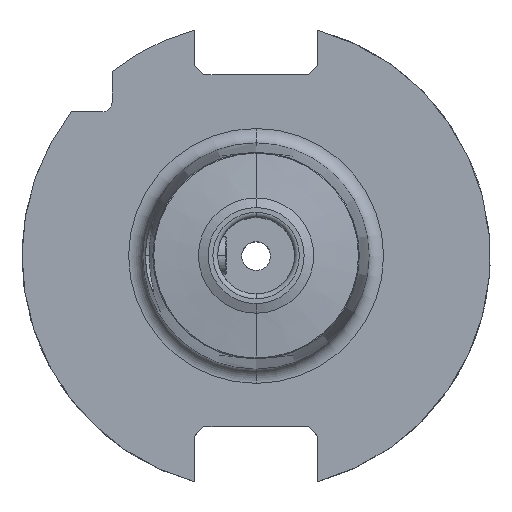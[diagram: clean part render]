
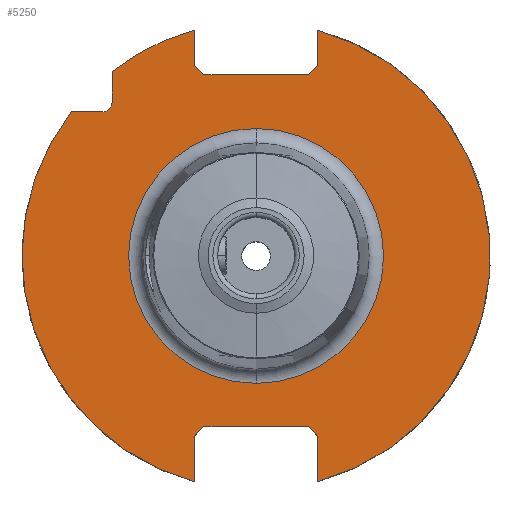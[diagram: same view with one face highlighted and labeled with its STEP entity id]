
A CAD part, top view. The second image highlights one B-rep face of the part: STEP entity #5250.
In plain terms, the highlighted planar face has unit normal (0, 0, 1).
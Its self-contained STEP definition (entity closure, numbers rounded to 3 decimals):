
#333=CARTESIAN_POINT('',(0.,0.,19.1));
#334=DIRECTION('',(0.,0.,-1.));
#335=DIRECTION('',(0.,-1.,0.));
#336=AXIS2_PLACEMENT_3D('',#333,#334,#335);
#349=CARTESIAN_POINT('',(0.,0.,19.1));
#350=DIRECTION('',(0.,0.,1.));
#351=DIRECTION('',(0.,-1.,0.));
#352=AXIS2_PLACEMENT_3D('',#349,#350,#351);
#365=DIRECTION('',(0.707,0.707,0.));
#366=VECTOR('',#365,2.828);
#367=CARTESIAN_POINT('',(10.85,37.7,19.1));
#368=LINE('',#367,#366);
#372=DIRECTION('',(0.,-1.,0.));
#373=VECTOR('',#372,7.326);
#374=CARTESIAN_POINT('',(12.85,47.026,19.1));
#375=LINE('',#374,#373);
#379=DIRECTION('',(0.,1.,0.));
#380=VECTOR('',#379,9.526);
#381=CARTESIAN_POINT('',(12.85,-47.026,19.1));
#382=LINE('',#381,#380);
#386=DIRECTION('',(0.,-1.,0.));
#387=VECTOR('',#386,9.526);
#388=CARTESIAN_POINT('',(-12.85,-37.5,19.1));
#389=LINE('',#388,#387);
#393=DIRECTION('',(1.,0.,0.));
#394=VECTOR('',#393,6.426);
#395=CARTESIAN_POINT('',(-38.426,30.,19.1));
#396=LINE('',#395,#394);
#400=DIRECTION('',(0.,1.,0.));
#401=VECTOR('',#400,6.426);
#402=CARTESIAN_POINT('',(-30.,32.,19.1));
#403=LINE('',#402,#401);
#407=DIRECTION('',(0.,-1.,0.));
#408=VECTOR('',#407,7.326);
#409=CARTESIAN_POINT('',(-12.85,47.026,19.1));
#410=LINE('',#409,#408);
#414=DIRECTION('',(0.707,-0.707,0.));
#415=VECTOR('',#414,2.828);
#416=CARTESIAN_POINT('',(-12.85,39.7,19.1));
#417=LINE('',#416,#415);
#428=DIRECTION('',(1.,0.,0.));
#429=VECTOR('',#428,21.7);
#430=CARTESIAN_POINT('',(-10.85,37.7,19.1));
#431=LINE('',#430,#429);
#498=CARTESIAN_POINT('',(0.,0.,19.1));
#499=DIRECTION('',(0.,0.,1.));
#500=DIRECTION('',(-0.264,0.965,0.));
#501=AXIS2_PLACEMENT_3D('',#498,#499,#500);
#588=CARTESIAN_POINT('',(0.,0.,19.1));
#589=DIRECTION('',(0.,0.,1.));
#590=DIRECTION('',(0.264,-0.965,0.));
#591=AXIS2_PLACEMENT_3D('',#588,#589,#590);
#662=CARTESIAN_POINT('',(0.,0.,19.1));
#663=DIRECTION('',(0.,0.,1.));
#664=DIRECTION('',(-0.788,0.615,0.));
#665=AXIS2_PLACEMENT_3D('',#662,#663,#664);
#1630=CARTESIAN_POINT('',(-32.,32.,19.1));
#1631=DIRECTION('',(0.,0.,-1.));
#1632=DIRECTION('',(1.,0.,0.));
#1633=AXIS2_PLACEMENT_3D('',#1630,#1631,#1632);
#1886=DIRECTION('',(-0.707,0.707,0.));
#1887=VECTOR('',#1886,2.828);
#1888=CARTESIAN_POINT('',(12.85,-37.5,19.1));
#1889=LINE('',#1888,#1887);
#1900=DIRECTION('',(-1.,0.,0.));
#1901=VECTOR('',#1900,21.7);
#1902=CARTESIAN_POINT('',(10.85,-35.5,19.1));
#1903=LINE('',#1902,#1901);
#3756=DIRECTION('',(-0.707,-0.707,0.));
#3757=VECTOR('',#3756,2.828);
#3758=CARTESIAN_POINT('',(-10.85,-35.5,19.1));
#3759=LINE('',#3758,#3757);
#4623=CARTESIAN_POINT('',(0.,26.542,19.1));
#4624=VERTEX_POINT('',#4623);
#4633=CARTESIAN_POINT('',(0.,-26.542,19.1));
#4634=VERTEX_POINT('',#4633);
#4673=CARTESIAN_POINT('',(-30.,32.,19.1));
#4674=CARTESIAN_POINT('',(-32.,30.,19.1));
#4675=VERTEX_POINT('',#4673);
#4676=VERTEX_POINT('',#4674);
#4702=CARTESIAN_POINT('',(12.85,39.7,19.1));
#4704=VERTEX_POINT('',#4702);
#4705=CARTESIAN_POINT('',(-12.85,39.7,19.1));
#4707=VERTEX_POINT('',#4705);
#4757=CARTESIAN_POINT('',(-38.426,30.,19.1));
#4758=VERTEX_POINT('',#4757);
#4759=CARTESIAN_POINT('',(-30.,38.426,19.1));
#4760=VERTEX_POINT('',#4759);
#4787=CARTESIAN_POINT('',(12.85,47.026,19.1));
#4788=VERTEX_POINT('',#4787);
#4789=CARTESIAN_POINT('',(-12.85,47.026,19.1));
#4790=VERTEX_POINT('',#4789);
#4830=CARTESIAN_POINT('',(12.85,-47.026,19.1));
#4832=VERTEX_POINT('',#4830);
#4838=CARTESIAN_POINT('',(-12.85,-47.026,19.1));
#4840=VERTEX_POINT('',#4838);
#4919=CARTESIAN_POINT('',(-10.85,37.7,19.1));
#4920=CARTESIAN_POINT('',(10.85,37.7,19.1));
#4921=VERTEX_POINT('',#4919);
#4922=VERTEX_POINT('',#4920);
#4923=CARTESIAN_POINT('',(10.85,-35.5,19.1));
#4924=CARTESIAN_POINT('',(-10.85,-35.5,19.1));
#4925=VERTEX_POINT('',#4923);
#4926=VERTEX_POINT('',#4924);
#4931=CARTESIAN_POINT('',(12.85,-37.5,19.1));
#4932=VERTEX_POINT('',#4931);
#4933=CARTESIAN_POINT('',(-12.85,-37.5,19.1));
#4934=VERTEX_POINT('',#4933);
#5207=CARTESIAN_POINT('',(0.,0.,19.1));
#5208=DIRECTION('',(0.,0.,1.));
#5209=DIRECTION('',(0.,-1.,0.));
#5210=AXIS2_PLACEMENT_3D('',#5207,#5208,#5209);
#5211=PLANE('',#5210);
#5213=ORIENTED_EDGE('',*,*,#5212,.T.);
#5215=ORIENTED_EDGE('',*,*,#5214,.F.);
#5217=ORIENTED_EDGE('',*,*,#5216,.F.);
#5219=ORIENTED_EDGE('',*,*,#5218,.T.);
#5221=ORIENTED_EDGE('',*,*,#5220,.T.);
#5223=ORIENTED_EDGE('',*,*,#5222,.T.);
#5225=ORIENTED_EDGE('',*,*,#5224,.T.);
#5227=ORIENTED_EDGE('',*,*,#5226,.T.);
#5229=ORIENTED_EDGE('',*,*,#5228,.F.);
#5231=ORIENTED_EDGE('',*,*,#5230,.T.);
#5233=ORIENTED_EDGE('',*,*,#5232,.F.);
#5235=ORIENTED_EDGE('',*,*,#5234,.T.);
#5237=ORIENTED_EDGE('',*,*,#5236,.F.);
#5239=ORIENTED_EDGE('',*,*,#5238,.T.);
#5241=ORIENTED_EDGE('',*,*,#5240,.T.);
#5243=ORIENTED_EDGE('',*,*,#5242,.T.);
#5244=EDGE_LOOP('',(#5213,#5215,#5217,#5219,#5221,#5223,#5225,#5227,#5229,#5231,
#5233,#5235,#5237,#5239,#5241,#5243));
#5245=FACE_OUTER_BOUND('',#5244,.F.);
#5246=ORIENTED_EDGE('',*,*,#5189,.F.);
#5247=ORIENTED_EDGE('',*,*,#5200,.T.);
#5248=EDGE_LOOP('',(#5246,#5247));
#5249=FACE_BOUND('',#5248,.F.);
#337=CIRCLE('',#336,26.542);
#353=CIRCLE('',#352,26.542);
#502=CIRCLE('',#501,48.75);
#592=CIRCLE('',#591,48.75);
#666=CIRCLE('',#665,48.75);
#1634=CIRCLE('',#1633,2.);
#5189=EDGE_CURVE('',#4634,#4624,#337,.T.);
#5200=EDGE_CURVE('',#4634,#4624,#353,.T.);
#5212=EDGE_CURVE('',#4922,#4704,#368,.T.);
#5214=EDGE_CURVE('',#4788,#4704,#375,.T.);
#5216=EDGE_CURVE('',#4832,#4788,#592,.T.);
#5218=EDGE_CURVE('',#4832,#4932,#382,.T.);
#5220=EDGE_CURVE('',#4932,#4925,#1889,.T.);
#5222=EDGE_CURVE('',#4925,#4926,#1903,.T.);
#5224=EDGE_CURVE('',#4926,#4934,#3759,.T.);
#5226=EDGE_CURVE('',#4934,#4840,#389,.T.);
#5228=EDGE_CURVE('',#4758,#4840,#666,.T.);
#5230=EDGE_CURVE('',#4758,#4676,#396,.T.);
#5232=EDGE_CURVE('',#4675,#4676,#1634,.T.);
#5234=EDGE_CURVE('',#4675,#4760,#403,.T.);
#5236=EDGE_CURVE('',#4790,#4760,#502,.T.);
#5238=EDGE_CURVE('',#4790,#4707,#410,.T.);
#5240=EDGE_CURVE('',#4707,#4921,#417,.T.);
#5242=EDGE_CURVE('',#4921,#4922,#431,.T.);
#5250=ADVANCED_FACE('',(#5245,#5249),#5211,.T.);
